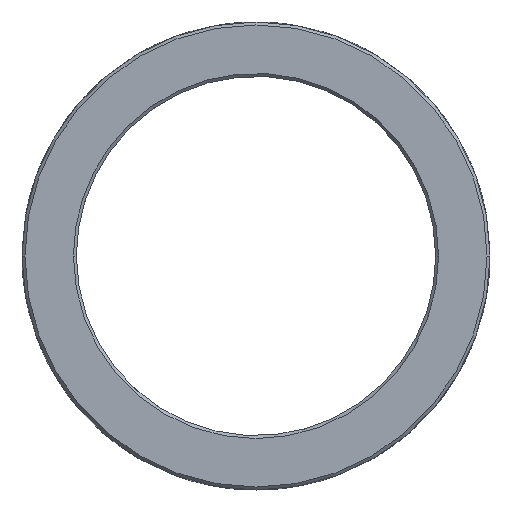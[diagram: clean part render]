
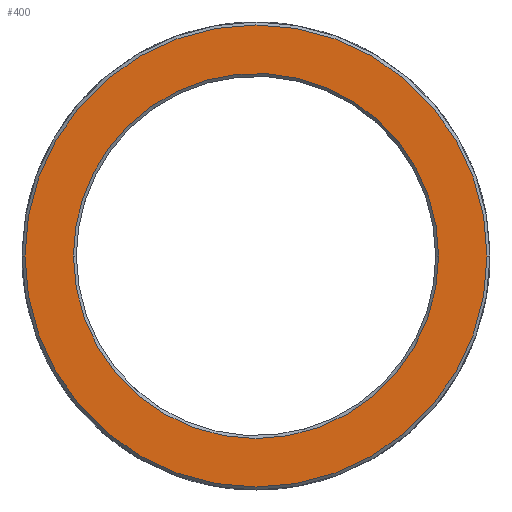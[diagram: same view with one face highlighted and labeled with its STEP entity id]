
A CAD part, left-side view. The second image highlights one B-rep face of the part: STEP entity #400.
In plain terms, the highlighted planar face has unit normal (-1, 0, 0).
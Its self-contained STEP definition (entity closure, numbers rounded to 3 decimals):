
#10=CARTESIAN_POINT('',(5015.5,-2.072,
-297.148));
#20=DIRECTION('',(1.,0.,0.));
#30=DIRECTION('',(0.,1.,0.));
#40=AXIS2_PLACEMENT_3D('',#10,#20,#30);
#50=PLANE('',#40);
#60=CARTESIAN_POINT('',(5015.5,-2.072,
-255.548));
#70=DIRECTION('',(1.,0.,0.));
#80=DIRECTION('',(0.,1.,0.));
#90=AXIS2_PLACEMENT_3D('',#60,#70,#80);
#100=CIRCLE('',#90,30.9);
#110=CARTESIAN_POINT('',(5015.5,-32.972,
-255.548));
#120=VERTEX_POINT('',#110);
#130=CARTESIAN_POINT('',(5015.5,28.828,
-255.548));
#140=VERTEX_POINT('',#130);
#150=EDGE_CURVE('',#120,#140,#100,.T.);
#160=ORIENTED_EDGE('',*,*,#150,.T.);
#170=CARTESIAN_POINT('',(5015.5,22.926,
-237.386));
#180=VERTEX_POINT('',#170);
#190=EDGE_CURVE('',#180,#120,#100,.T.);
#200=ORIENTED_EDGE('',*,*,#190,.T.);
#210=EDGE_CURVE('',#140,#180,#100,.T.);
#220=ORIENTED_EDGE('',*,*,#210,.T.);
#230=EDGE_LOOP('',(#220,#200,#160));
#240=FACE_BOUND('',#230,.T.);
#250=CARTESIAN_POINT('',(5015.5,-2.072,
-255.548));
#260=DIRECTION('',(1.,0.,0.));
#270=DIRECTION('',(0.,1.,0.));
#280=AXIS2_PLACEMENT_3D('',#250,#260,#270);
#290=CIRCLE('',#280,39.1);
#300=CARTESIAN_POINT('',(5015.5,37.028,
-255.548));
#310=VERTEX_POINT('',#300);
#320=CARTESIAN_POINT('',(5015.5,-41.172,
-255.548));
#330=VERTEX_POINT('',#320);
#340=EDGE_CURVE('',#310,#330,#290,.T.);
#350=ORIENTED_EDGE('',*,*,#340,.F.);
#360=EDGE_CURVE('',#330,#310,#290,.T.);
#370=ORIENTED_EDGE('',*,*,#360,.F.);
#380=EDGE_LOOP('',(#370,#350));
#390=FACE_OUTER_BOUND('',#380,.T.);
#400=ADVANCED_FACE('',(#240,#390),#50,.F.);
